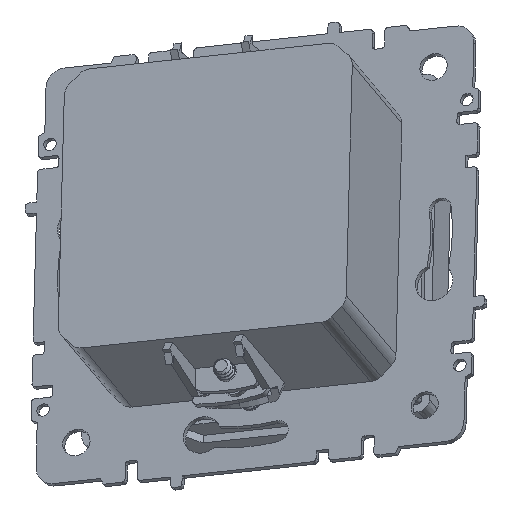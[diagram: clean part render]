
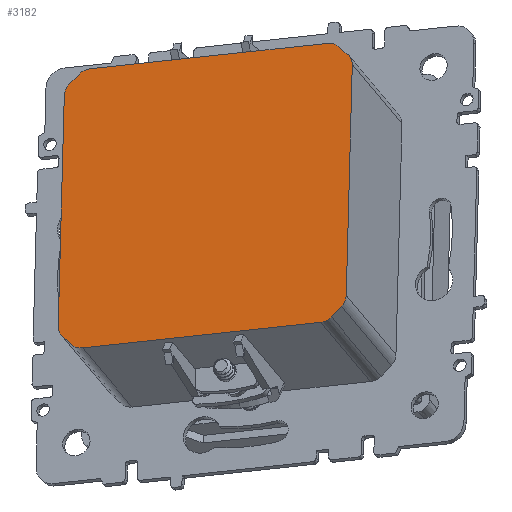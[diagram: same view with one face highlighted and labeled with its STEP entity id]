
A CAD part, front view. The second image highlights one B-rep face of the part: STEP entity #3182.
In plain terms, the highlighted face is planar.
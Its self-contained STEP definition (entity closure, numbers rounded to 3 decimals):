
#77 = DIRECTION ( 'NONE',  ( -0.308, -0.949, 0.074 ) ) ;
#622 = CARTESIAN_POINT ( 'NONE',  ( -30.171, 17.734, 380.619 ) ) ;
#1588 = VERTEX_POINT ( 'NONE', #16103 ) ;
#2060 = VERTEX_POINT ( 'NONE', #6975 ) ;
#2193 = ORIENTED_EDGE ( 'NONE', *, *, #48797, .T. ) ;
#2320 = DIRECTION ( 'NONE',  ( -0.951, 0.307, -0.024 ) ) ;
#2406 = CARTESIAN_POINT ( 'NONE',  ( -16.906, 58.482, 375.73 ) ) ;
#2580 = DIRECTION ( 'NONE',  ( -0.951, 0.307, -0.024 ) ) ;
#3115 = AXIS2_PLACEMENT_3D ( 'NONE', #622, #26047, #34438 ) ;
#3182 = ADVANCED_FACE ( 'NONE', ( #36938 ), #54809, .T. ) ;
#3280 = EDGE_LOOP ( 'NONE', ( #55088, #37112, #31297, #18223, #48857, #31315, #2193, #26140, #3281, #25066, #27066, #10200, #21956, #29911, #25675, #25725 ) ) ;
#3281 = ORIENTED_EDGE ( 'NONE', *, *, #48860, .T. ) ;
#3433 = VECTOR ( 'NONE', #14225, 1000. ) ;
#3872 = VECTOR ( 'NONE', #26266, 1000. ) ;
#4430 = CARTESIAN_POINT ( 'NONE',  ( -17.918, 58.605, 417.451 ) ) ;
#4702 = DIRECTION ( 'NONE',  ( -0.951, 0.307, -0.024 ) ) ;
#4825 = CARTESIAN_POINT ( 'NONE',  ( -17.428, 57.004, 377.548 ) ) ;
#5382 = VERTEX_POINT ( 'NONE', #2406 ) ;
#5752 = AXIS2_PLACEMENT_3D ( 'NONE', #4430, #4702, #16992 ) ;
#6546 = EDGE_CURVE ( 'NONE', #39292, #2060, #40752, .T. ) ;
#6655 = VERTEX_POINT ( 'NONE', #19523 ) ;
#6975 = CARTESIAN_POINT ( 'NONE',  ( -30.203, 20.879, 422.104 ) ) ;
#7054 = CARTESIAN_POINT ( 'NONE',  ( -30.171, 20.721, 418.816 ) ) ;
#7594 = DIRECTION ( 'NONE',  ( -0.951, 0.307, -0.024 ) ) ;
#7635 = CARTESIAN_POINT ( 'NONE',  ( -30.909, 15.458, 380.797 ) ) ;
#8564 = LINE ( 'NONE', #54968, #28514 ) ;
#9866 = VERTEX_POINT ( 'NONE', #22553 ) ;
#10024 = VERTEX_POINT ( 'NONE', #52738 ) ;
#10153 = CARTESIAN_POINT ( 'NONE',  ( -16.906, 61.734, 417.311 ) ) ;
#10200 = ORIENTED_EDGE ( 'NONE', *, *, #18961, .T. ) ;
#10435 = LINE ( 'NONE', #18281, #16670 ) ;
#11558 = VECTOR ( 'NONE', #43475, 1000. ) ;
#11768 = CIRCLE ( 'NONE', #47430, 2.4 ) ;
#11992 = CIRCLE ( 'NONE', #5752, 2.4 ) ;
#12473 = DIRECTION ( 'NONE',  ( -0.218, -0.726, -0.652 ) ) ;
#12766 = VERTEX_POINT ( 'NONE', #44450 ) ;
#13198 = DIRECTION ( 'NONE',  ( -0.951, 0.307, -0.024 ) ) ;
#14225 = DIRECTION ( 'NONE',  ( 0.218, 0.726, 0.652 ) ) ;
#14517 = VECTOR ( 'NONE', #35753, 1000. ) ;
#14976 = EDGE_CURVE ( 'NONE', #9866, #39292, #11768, .T. ) ;
#15098 = VERTEX_POINT ( 'NONE', #51196 ) ;
#15764 = CARTESIAN_POINT ( 'NONE',  ( -17.396, 56.846, 374.26 ) ) ;
#16103 = CARTESIAN_POINT ( 'NONE',  ( -16.689, 62.268, 415.567 ) ) ;
#16505 = CARTESIAN_POINT ( 'NONE',  ( -17.918, 55.369, 376.078 ) ) ;
#16670 = VECTOR ( 'NONE', #35051, 1000. ) ;
#16701 = EDGE_CURVE ( 'NONE', #1588, #41879, #44403, .T. ) ;
#16838 = DIRECTION ( 'NONE',  ( -0.951, 0.307, -0.024 ) ) ;
#16992 = DIRECTION ( 'NONE',  ( -0.308, -0.949, 0.074 ) ) ;
#17604 = CARTESIAN_POINT ( 'NONE',  ( -29.68, 18.934, 376.52 ) ) ;
#18002 = EDGE_CURVE ( 'NONE', #5382, #22443, #50768, .T. ) ;
#18223 = ORIENTED_EDGE ( 'NONE', *, *, #44640, .T. ) ;
#18281 = CARTESIAN_POINT ( 'NONE',  ( -16.906, 61.734, 417.311 ) ) ;
#18961 = EDGE_CURVE ( 'NONE', #10024, #12766, #48058, .T. ) ;
#19354 = DIRECTION ( 'NONE',  ( -0.308, -0.949, 0.074 ) ) ;
#19523 = CARTESIAN_POINT ( 'NONE',  ( -17.918, 58.792, 419.844 ) ) ;
#20050 = CIRCLE ( 'NONE', #3115, 2.4 ) ;
#21052 = AXIS2_PLACEMENT_3D ( 'NONE', #51222, #25769, #46733 ) ;
#21584 = CARTESIAN_POINT ( 'NONE',  ( -29.68, 19.121, 378.913 ) ) ;
#21956 = ORIENTED_EDGE ( 'NONE', *, *, #23361, .T. ) ;
#21959 = EDGE_CURVE ( 'NONE', #6655, #34972, #11992, .T. ) ;
#22096 = AXIS2_PLACEMENT_3D ( 'NONE', #4825, #16838, #38620 ) ;
#22443 = VERTEX_POINT ( 'NONE', #15764 ) ;
#22553 = CARTESIAN_POINT ( 'NONE',  ( -30.909, 18.445, 418.994 ) ) ;
#22863 = LINE ( 'NONE', #30434, #54750 ) ;
#23258 = EDGE_CURVE ( 'NONE', #26049, #39056, #20050, .T. ) ;
#23349 = CARTESIAN_POINT ( 'NONE',  ( -17.918, 58.792, 419.844 ) ) ;
#23361 = EDGE_CURVE ( 'NONE', #12766, #25287, #33463, .T. ) ;
#24905 = DIRECTION ( 'NONE',  ( -0.308, -0.949, 0.074 ) ) ;
#25066 = ORIENTED_EDGE ( 'NONE', *, *, #18002, .T. ) ;
#25287 = VERTEX_POINT ( 'NONE', #50032 ) ;
#25675 = ORIENTED_EDGE ( 'NONE', *, *, #23258, .T. ) ;
#25725 = ORIENTED_EDGE ( 'NONE', *, *, #55250, .T. ) ;
#25769 = DIRECTION ( 'NONE',  ( -0.951, 0.307, -0.024 ) ) ;
#26047 = DIRECTION ( 'NONE',  ( -0.951, 0.307, -0.024 ) ) ;
#26049 = VERTEX_POINT ( 'NONE', #42381 ) ;
#26140 = ORIENTED_EDGE ( 'NONE', *, *, #16701, .T. ) ;
#26266 = DIRECTION ( 'NONE',  ( -0.308, -0.949, 0.074 ) ) ;
#27066 = ORIENTED_EDGE ( 'NONE', *, *, #52278, .T. ) ;
#28514 = VECTOR ( 'NONE', #47121, 1000. ) ;
#28556 = DIRECTION ( 'NONE',  ( -0.308, -0.949, 0.074 ) ) ;
#29053 = CARTESIAN_POINT ( 'NONE',  ( -16.689, 59.281, 377.37 ) ) ;
#29518 = EDGE_CURVE ( 'NONE', #34972, #54798, #10435, .T. ) ;
#29531 = CARTESIAN_POINT ( 'NONE',  ( -17.396, 56.846, 374.26 ) ) ;
#29810 = CIRCLE ( 'NONE', #35192, 2.4 ) ;
#29911 = ORIENTED_EDGE ( 'NONE', *, *, #44221, .T. ) ;
#30434 = CARTESIAN_POINT ( 'NONE',  ( -30.909, 17.684, 409.267 ) ) ;
#30483 = CARTESIAN_POINT ( 'NONE',  ( -17.396, 60.347, 419.017 ) ) ;
#31297 = ORIENTED_EDGE ( 'NONE', *, *, #36448, .T. ) ;
#31315 = ORIENTED_EDGE ( 'NONE', *, *, #29518, .T. ) ;
#31377 = CARTESIAN_POINT ( 'NONE',  ( -29.68, 22.357, 420.286 ) ) ;
#33463 = CIRCLE ( 'NONE', #54883, 2.4 ) ;
#34438 = DIRECTION ( 'NONE',  ( -0.308, -0.949, 0.074 ) ) ;
#34972 = VERTEX_POINT ( 'NONE', #30483 ) ;
#35051 = DIRECTION ( 'NONE',  ( 0.218, 0.616, -0.757 ) ) ;
#35192 = AXIS2_PLACEMENT_3D ( 'NONE', #31377, #2580, #41125 ) ;
#35753 = DIRECTION ( 'NONE',  ( 0., -0.078, -0.997 ) ) ;
#36448 = EDGE_CURVE ( 'NONE', #2060, #15098, #29810, .T. ) ;
#36938 = FACE_OUTER_BOUND ( 'NONE', #3280, .T. ) ;
#37112 = ORIENTED_EDGE ( 'NONE', *, *, #6546, .T. ) ;
#37382 = AXIS2_PLACEMENT_3D ( 'NONE', #7054, #7594, #24905 ) ;
#38620 = DIRECTION ( 'NONE',  ( -0.308, -0.949, 0.074 ) ) ;
#39056 = VERTEX_POINT ( 'NONE', #7635 ) ;
#39292 = VERTEX_POINT ( 'NONE', #54316 ) ;
#39942 = AXIS2_PLACEMENT_3D ( 'NONE', #16505, #53996, #28556 ) ;
#40752 = LINE ( 'NONE', #52523, #3433 ) ;
#41125 = DIRECTION ( 'NONE',  ( -0.308, -0.949, 0.074 ) ) ;
#41879 = VERTEX_POINT ( 'NONE', #29053 ) ;
#42381 = CARTESIAN_POINT ( 'NONE',  ( -30.693, 15.992, 379.053 ) ) ;
#43475 = DIRECTION ( 'NONE',  ( 0.308, 0.949, -0.074 ) ) ;
#44221 = EDGE_CURVE ( 'NONE', #25287, #26049, #8564, .T. ) ;
#44403 = LINE ( 'NONE', #44689, #14517 ) ;
#44450 = CARTESIAN_POINT ( 'NONE',  ( -29.68, 18.934, 376.52 ) ) ;
#44640 = EDGE_CURVE ( 'NONE', #15098, #6655, #52995, .T. ) ;
#44689 = CARTESIAN_POINT ( 'NONE',  ( -16.689, 61.507, 405.84 ) ) ;
#44788 = CARTESIAN_POINT ( 'NONE',  ( -30.171, 20.721, 418.816 ) ) ;
#45175 = CIRCLE ( 'NONE', #21052, 2.4 ) ;
#45801 = VECTOR ( 'NONE', #12473, 1000. ) ;
#46733 = DIRECTION ( 'NONE',  ( -0.308, -0.949, 0.074 ) ) ;
#47121 = DIRECTION ( 'NONE',  ( -0.218, -0.616, 0.757 ) ) ;
#47430 = AXIS2_PLACEMENT_3D ( 'NONE', #44788, #2320, #19354 ) ;
#48058 = LINE ( 'NONE', #17604, #3872 ) ;
#48299 = DIRECTION ( 'NONE',  ( 0., 0.078, 0.997 ) ) ;
#48797 = EDGE_CURVE ( 'NONE', #54798, #1588, #45175, .T. ) ;
#48857 = ORIENTED_EDGE ( 'NONE', *, *, #21959, .T. ) ;
#48860 = EDGE_CURVE ( 'NONE', #41879, #5382, #49732, .T. ) ;
#49732 = CIRCLE ( 'NONE', #22096, 2.4 ) ;
#50032 = CARTESIAN_POINT ( 'NONE',  ( -30.203, 17.379, 377.347 ) ) ;
#50768 = LINE ( 'NONE', #29531, #45801 ) ;
#51196 = CARTESIAN_POINT ( 'NONE',  ( -29.68, 22.544, 422.679 ) ) ;
#51222 = CARTESIAN_POINT ( 'NONE',  ( -17.428, 59.992, 415.745 ) ) ;
#52278 = EDGE_CURVE ( 'NONE', #22443, #10024, #53372, .T. ) ;
#52523 = CARTESIAN_POINT ( 'NONE',  ( -30.203, 20.879, 422.104 ) ) ;
#52738 = CARTESIAN_POINT ( 'NONE',  ( -17.918, 55.182, 373.685 ) ) ;
#52995 = LINE ( 'NONE', #23349, #11558 ) ;
#53372 = CIRCLE ( 'NONE', #39942, 2.4 ) ;
#53996 = DIRECTION ( 'NONE',  ( -0.951, 0.307, -0.024 ) ) ;
#54316 = CARTESIAN_POINT ( 'NONE',  ( -30.693, 19.244, 420.634 ) ) ;
#54750 = VECTOR ( 'NONE', #48299, 1000. ) ;
#54798 = VERTEX_POINT ( 'NONE', #10153 ) ;
#54809 = PLANE ( 'NONE',  #37382 ) ;
#54883 = AXIS2_PLACEMENT_3D ( 'NONE', #21584, #13198, #77 ) ;
#54968 = CARTESIAN_POINT ( 'NONE',  ( -30.693, 15.992, 379.053 ) ) ;
#55088 = ORIENTED_EDGE ( 'NONE', *, *, #14976, .T. ) ;
#55250 = EDGE_CURVE ( 'NONE', #39056, #9866, #22863, .T. ) ;
